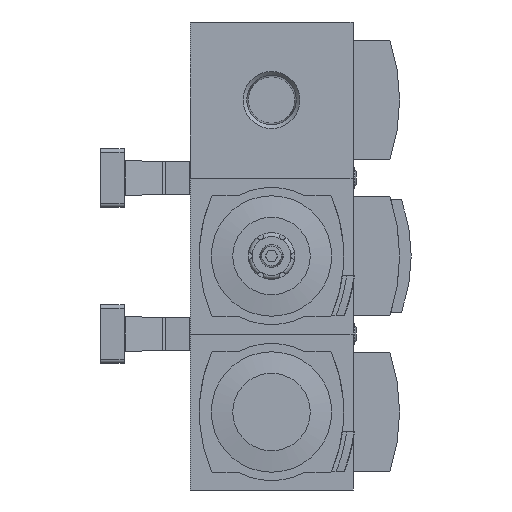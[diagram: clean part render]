
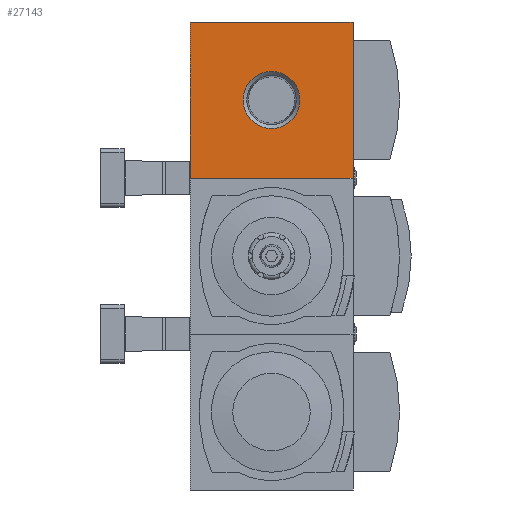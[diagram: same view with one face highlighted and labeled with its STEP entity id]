
A CAD part, front view. The second image highlights one B-rep face of the part: STEP entity #27143.
In plain terms, the highlighted planar face has unit normal (0, -1, 0).
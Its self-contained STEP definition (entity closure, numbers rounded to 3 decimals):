
#287=PLANE('',#28391);
#1053=LINE('',#35999,#3294);
#1159=LINE('',#36221,#3400);
#1174=LINE('',#36259,#3415);
#1244=LINE('',#36507,#3485);
#3294=VECTOR('',#30083,1000.);
#3400=VECTOR('',#30255,1000.);
#3415=VECTOR('',#30284,1000.);
#3485=VECTOR('',#30484,1000.);
#6248=ORIENTED_EDGE('',*,*,#12233,.F.);
#6249=ORIENTED_EDGE('',*,*,#11835,.F.);
#6250=ORIENTED_EDGE('',*,*,#11949,.F.);
#6251=ORIENTED_EDGE('',*,*,#12090,.F.);
#6252=ORIENTED_EDGE('',*,*,#11969,.F.);
#11835=EDGE_CURVE('',#14900,#14901,#1053,.T.);
#11949=EDGE_CURVE('',#14983,#14900,#1159,.T.);
#11969=EDGE_CURVE('',#14901,#15000,#1174,.T.);
#12090=EDGE_CURVE('',#15000,#14983,#1244,.T.);
#12233=EDGE_CURVE('',#15227,#15227,#16985,.T.);
#14900=VERTEX_POINT('',#35998);
#14901=VERTEX_POINT('',#36000);
#14983=VERTEX_POINT('',#36220);
#15000=VERTEX_POINT('',#36260);
#15227=VERTEX_POINT('',#36791);
#16985=CIRCLE('',#28392,7.33);
#17584=EDGE_LOOP('',(#6248));
#17585=EDGE_LOOP('',(#6249,#6250,#6251,#6252));
#18823=FACE_BOUND('',#17584,.T.);
#18824=FACE_BOUND('',#17585,.T.);
#27143=ADVANCED_FACE('',(#18823,#18824),#287,.F.);
#28391=AXIS2_PLACEMENT_3D('',#36789,#30715,#30716);
#28392=AXIS2_PLACEMENT_3D('',#36790,#30717,#30718);
#30083=DIRECTION('',(0.,0.,1.));
#30255=DIRECTION('',(-1.,0.,0.));
#30284=DIRECTION('',(1.,0.,0.));
#30484=DIRECTION('',(0.,0.,-1.));
#30715=DIRECTION('',(0.,1.,0.));
#30716=DIRECTION('',(0.,0.,1.));
#30717=DIRECTION('',(0.,-1.,0.));
#30718=DIRECTION('',(1.,0.,0.));
#35998=CARTESIAN_POINT('',(-21.,-31.5,-20.1));
#35999=CARTESIAN_POINT('',(-21.,-31.5,-20.1));
#36000=CARTESIAN_POINT('',(-21.,-31.5,20.1));
#36220=CARTESIAN_POINT('',(21.,-31.5,-20.1));
#36221=CARTESIAN_POINT('',(21.,-31.5,-20.1));
#36259=CARTESIAN_POINT('',(-21.,-31.5,20.1));
#36260=CARTESIAN_POINT('',(21.,-31.5,20.1));
#36507=CARTESIAN_POINT('',(21.,-31.5,20.1));
#36789=CARTESIAN_POINT('',(0.,-31.5,0.));
#36790=CARTESIAN_POINT('',(0.,-31.5,0.));
#36791=CARTESIAN_POINT('',(7.33,-31.5,0.));
